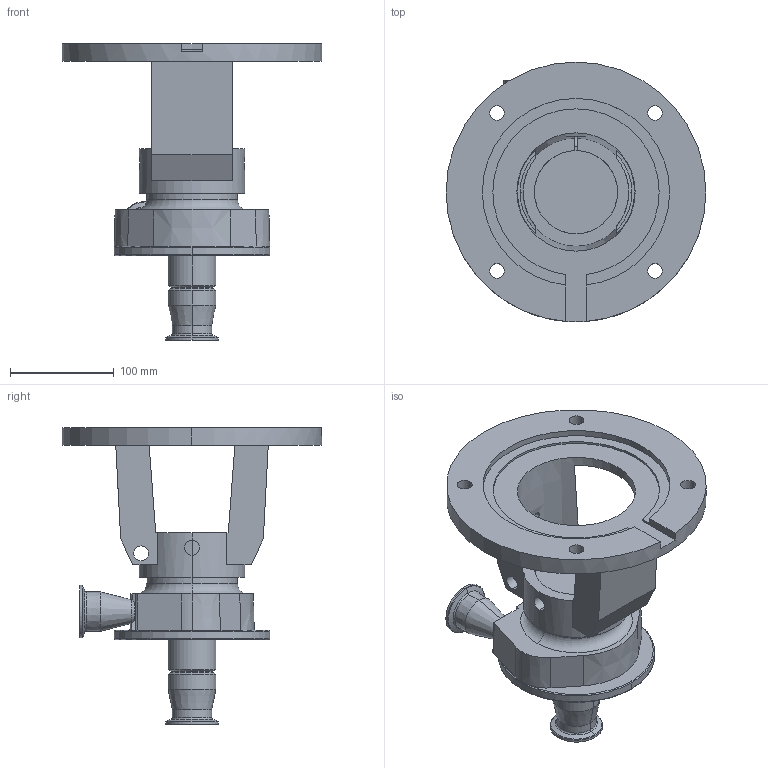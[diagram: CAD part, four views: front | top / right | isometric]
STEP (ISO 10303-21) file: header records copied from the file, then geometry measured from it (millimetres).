
FILE_DESCRIPTION (( 'STEP AP214' ), '1' );
FILE_NAME ('1275000512.STEP', '2018-08-09T13:08:25', ( '' ), ( '' ), 'SwSTEP 2.0', 'SolidWorks 2018', '' );
FILE_SCHEMA (( 'AUTOMOTIVE_DESIGN' ));
Length unit declared in the file: millimetre
Products named in the file (2): Part2^1275000512; 1275000512
Assembly tree (1 placements, depth 2):
  1275000512
    Part2^1275000512
Bounding box: 250 x 250 x 285.5 mm (x, y, z)
Volume: 1884463 mm3; surface area: 297928.2 mm2
Topology: 1 solids, 2 shells, 244 faces, 578 edges, 342 vertices
Faces by surface type: cylinder 75, cone 67, plane 52, torus 50
Entity records: 7613 total; most frequent: CARTESIAN_POINT 1706, DIRECTION 1371, ORIENTED_EDGE 1148, EDGE_CURVE 574, AXIS2_PLACEMENT_3D 573, VERTEX_POINT 342, CIRCLE 325, EDGE_LOOP 278
